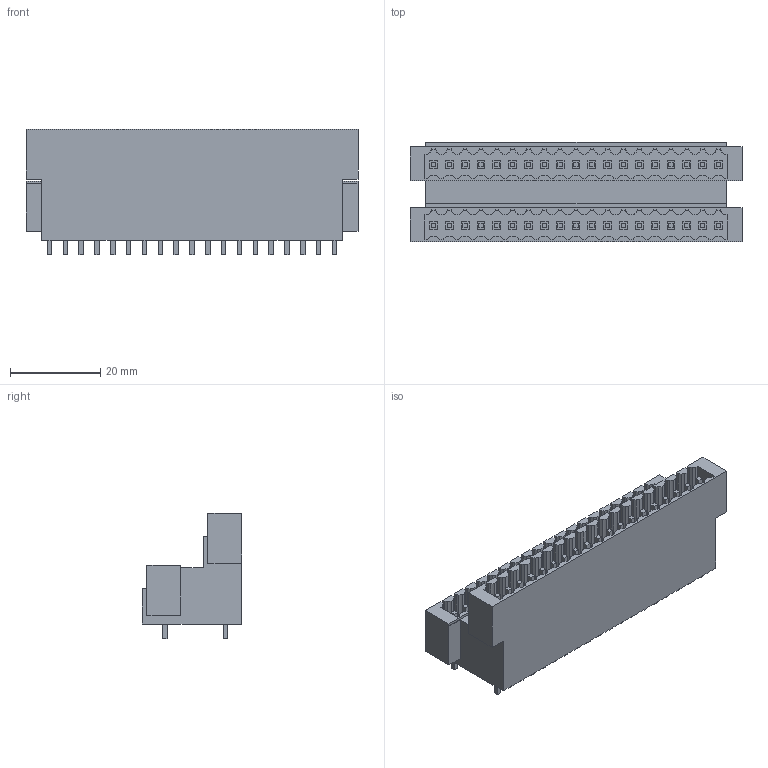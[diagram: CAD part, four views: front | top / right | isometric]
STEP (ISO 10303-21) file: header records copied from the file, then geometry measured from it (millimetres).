
FILE_DESCRIPTION(('CATIA V5 STEP Exchange','CAx-IF Rec.Pracs.--- Model Styling and Organization---1.4--- 2014-01-23'),'2;1');
FILE_NAME ('D1458746_1_1891140000_1891140000.stp','2022-08-10T11:37:11+00:00',('none'),('Weidmueller'),'CATIA Version 5-6 Release 2016 SP3 HF44','CATIA V5 STEP AP214','none');
FILE_SCHEMA(('AUTOMOTIVE_DESIGN { 1 0 10303 214 1 1 1 1 }'));
Length unit declared in the file: millimetre
Products named in the file (1): 1891140000
Bounding box: 73.4 x 22 x 27.77 mm (x, y, z)
Volume: 20871.9 mm3; surface area: 13789.3 mm2
Topology: 39 solids, 41 shells, 922 faces, 2667 edges, 1865 vertices
Faces by surface type: plane 806, cylinder 116
Entity records: 28427 total; most frequent: ORIENTED_EDGE 5334, CARTESIAN_POINT 5147, DIRECTION 3872, EDGE_CURVE 2667, VECTOR 2435, LINE 2435, VERTEX_POINT 1865, EDGE_LOOP 960
